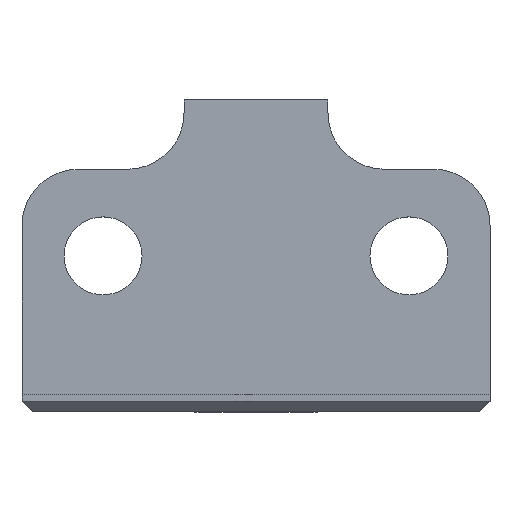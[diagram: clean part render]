
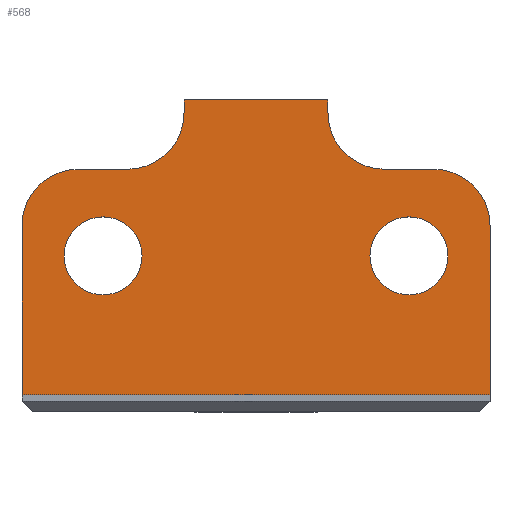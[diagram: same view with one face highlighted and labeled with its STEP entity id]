
A CAD part, top view. The second image highlights one B-rep face of the part: STEP entity #568.
In plain terms, the highlighted planar face has unit normal (0, 0, 1).
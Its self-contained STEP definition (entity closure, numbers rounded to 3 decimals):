
#29=FACE_BOUND('',#105,.T.);
#30=FACE_BOUND('',#106,.T.);
#45=PLANE('',#625);
#70=FACE_OUTER_BOUND('',#104,.T.);
#104=EDGE_LOOP('',(#471,#472,#473,#474,#475,#476,#477,#478,#479,#480,#481,
#482));
#105=EDGE_LOOP('',(#483));
#106=EDGE_LOOP('',(#484));
#152=LINE('',#899,#211);
#157=LINE('',#911,#216);
#161=LINE('',#921,#220);
#164=LINE('',#927,#223);
#165=LINE('',#929,#224);
#166=LINE('',#933,#225);
#167=LINE('',#937,#226);
#168=LINE('',#938,#227);
#211=VECTOR('',#726,10.);
#216=VECTOR('',#737,10.);
#220=VECTOR('',#747,10.);
#223=VECTOR('',#752,10.);
#224=VECTOR('',#755,10.);
#225=VECTOR('',#758,10.);
#226=VECTOR('',#761,10.);
#227=VECTOR('',#762,10.);
#250=CIRCLE('',#623,3.25);
#251=CIRCLE('',#626,3.25);
#252=CIRCLE('',#627,3.25);
#253=CIRCLE('',#628,3.25);
#254=CIRCLE('',#629,2.25);
#255=CIRCLE('',#630,2.25);
#286=VERTEX_POINT('',#896);
#287=VERTEX_POINT('',#898);
#290=VERTEX_POINT('',#908);
#291=VERTEX_POINT('',#910);
#292=VERTEX_POINT('',#914);
#293=VERTEX_POINT('',#915);
#294=VERTEX_POINT('',#920);
#296=VERTEX_POINT('',#926);
#297=VERTEX_POINT('',#930);
#298=VERTEX_POINT('',#932);
#299=VERTEX_POINT('',#934);
#300=VERTEX_POINT('',#936);
#301=VERTEX_POINT('',#939);
#302=VERTEX_POINT('',#941);
#347=EDGE_CURVE('',#287,#286,#152,.T.);
#353=EDGE_CURVE('',#291,#290,#157,.T.);
#355=EDGE_CURVE('',#292,#293,#250,.T.);
#358=EDGE_CURVE('',#294,#293,#161,.T.);
#361=EDGE_CURVE('',#292,#296,#164,.T.);
#362=EDGE_CURVE('',#287,#296,#251,.T.);
#363=EDGE_CURVE('',#291,#286,#165,.T.);
#364=EDGE_CURVE('',#297,#290,#252,.T.);
#365=EDGE_CURVE('',#297,#298,#166,.T.);
#366=EDGE_CURVE('',#299,#298,#253,.T.);
#367=EDGE_CURVE('',#300,#299,#167,.T.);
#368=EDGE_CURVE('',#300,#294,#168,.T.);
#369=EDGE_CURVE('',#301,#301,#254,.T.);
#370=EDGE_CURVE('',#302,#302,#255,.T.);
#471=ORIENTED_EDGE('',*,*,#355,.F.);
#472=ORIENTED_EDGE('',*,*,#361,.T.);
#473=ORIENTED_EDGE('',*,*,#362,.F.);
#474=ORIENTED_EDGE('',*,*,#347,.T.);
#475=ORIENTED_EDGE('',*,*,#363,.F.);
#476=ORIENTED_EDGE('',*,*,#353,.T.);
#477=ORIENTED_EDGE('',*,*,#364,.F.);
#478=ORIENTED_EDGE('',*,*,#365,.T.);
#479=ORIENTED_EDGE('',*,*,#366,.F.);
#480=ORIENTED_EDGE('',*,*,#367,.F.);
#481=ORIENTED_EDGE('',*,*,#368,.T.);
#482=ORIENTED_EDGE('',*,*,#358,.T.);
#483=ORIENTED_EDGE('',*,*,#369,.T.);
#484=ORIENTED_EDGE('',*,*,#370,.T.);
#568=ADVANCED_FACE('',(#70,#29,#30),#45,.T.);
#623=AXIS2_PLACEMENT_3D('',#916,#741,#742);
#625=AXIS2_PLACEMENT_3D('',#925,#750,#751);
#626=AXIS2_PLACEMENT_3D('',#928,#753,#754);
#627=AXIS2_PLACEMENT_3D('',#931,#756,#757);
#628=AXIS2_PLACEMENT_3D('',#935,#759,#760);
#629=AXIS2_PLACEMENT_3D('',#940,#763,#764);
#630=AXIS2_PLACEMENT_3D('',#942,#765,#766);
#726=DIRECTION('',(0.,1.,0.));
#737=DIRECTION('',(0.,-1.,0.));
#741=DIRECTION('center_axis',(0.,0.,-1.));
#742=DIRECTION('ref_axis',(0.707,0.707,0.));
#747=DIRECTION('',(0.,1.,0.));
#750=DIRECTION('center_axis',(0.,0.,1.));
#751=DIRECTION('ref_axis',(1.,0.,0.));
#752=DIRECTION('',(-1.,0.,0.));
#753=DIRECTION('center_axis',(0.,0.,1.));
#754=DIRECTION('ref_axis',(-0.707,-0.707,0.));
#755=DIRECTION('',(1.,0.,0.));
#756=DIRECTION('center_axis',(0.,0.,1.));
#757=DIRECTION('ref_axis',(0.707,-0.707,0.));
#758=DIRECTION('',(-1.,0.,0.));
#759=DIRECTION('center_axis',(0.,0.,-1.));
#760=DIRECTION('ref_axis',(-0.707,0.707,0.));
#761=DIRECTION('',(0.,1.,0.));
#762=DIRECTION('',(1.,0.,0.));
#763=DIRECTION('center_axis',(0.,0.,-1.));
#764=DIRECTION('ref_axis',(-1.,0.,0.));
#765=DIRECTION('center_axis',(0.,0.,-1.));
#766=DIRECTION('ref_axis',(-1.,0.,0.));
#896=CARTESIAN_POINT('',(4.15,18.,4.15));
#898=CARTESIAN_POINT('',(4.15,17.25,4.15));
#899=CARTESIAN_POINT('',(4.15,9.,4.15));
#908=CARTESIAN_POINT('',(-4.15,17.25,4.15));
#910=CARTESIAN_POINT('',(-4.15,18.,4.15));
#911=CARTESIAN_POINT('',(-4.15,9.,4.15));
#914=CARTESIAN_POINT('',(10.25,14.,4.15));
#915=CARTESIAN_POINT('',(13.5,10.75,4.15));
#916=CARTESIAN_POINT('Origin',(10.25,10.75,4.15));
#920=CARTESIAN_POINT('',(13.5,1.,4.15));
#921=CARTESIAN_POINT('',(13.5,0.,4.15));
#925=CARTESIAN_POINT('Origin',(-13.5,0.,4.15));
#926=CARTESIAN_POINT('',(7.4,14.,4.15));
#927=CARTESIAN_POINT('',(-2.338,14.,4.15));
#928=CARTESIAN_POINT('Origin',(7.4,17.25,4.15));
#929=CARTESIAN_POINT('',(13.5,18.,4.15));
#930=CARTESIAN_POINT('',(-7.4,14.,4.15));
#931=CARTESIAN_POINT('Origin',(-7.4,17.25,4.15));
#932=CARTESIAN_POINT('',(-10.25,14.,4.15));
#933=CARTESIAN_POINT('',(-11.163,14.,4.15));
#934=CARTESIAN_POINT('',(-13.5,10.75,4.15));
#935=CARTESIAN_POINT('Origin',(-10.25,10.75,4.15));
#936=CARTESIAN_POINT('',(-13.5,1.,4.15));
#937=CARTESIAN_POINT('',(-13.5,0.,4.15));
#938=CARTESIAN_POINT('',(0.,1.,4.15));
#939=CARTESIAN_POINT('',(-6.575,9.,4.15));
#940=CARTESIAN_POINT('Origin',(-8.825,9.,4.15));
#941=CARTESIAN_POINT('',(11.075,9.,4.15));
#942=CARTESIAN_POINT('Origin',(8.825,9.,4.15));
